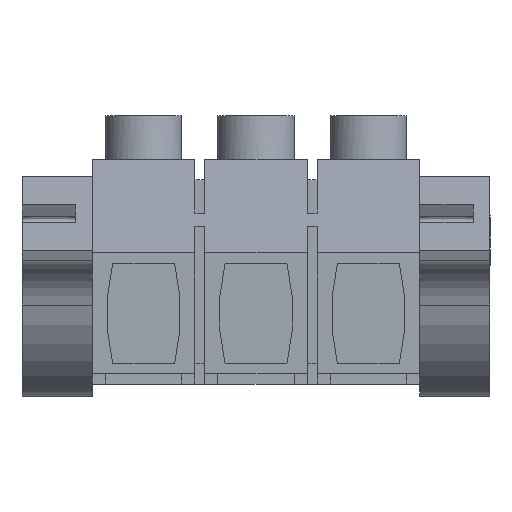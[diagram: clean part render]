
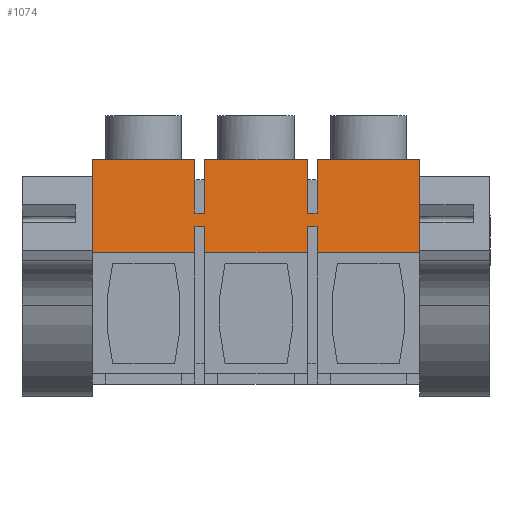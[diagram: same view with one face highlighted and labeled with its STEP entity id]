
A CAD part, top view. The second image highlights one B-rep face of the part: STEP entity #1074.
In plain terms, the highlighted planar face has unit normal (0, 0.122, 0.993).
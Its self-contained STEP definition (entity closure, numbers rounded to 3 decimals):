
#926=AXIS2_PLACEMENT_3D('Plane Axis2P3D',#923,#924,#925) ;
#84=CARTESIAN_POINT('Vertex',(4.75,9.729,20.75)) ;
#87=CARTESIAN_POINT('Line Origine',(4.75,12.904,20.36)) ;
#91=CARTESIAN_POINT('Vertex',(4.75,16.079,19.97)) ;
#907=CARTESIAN_POINT('Vertex',(11.721,9.729,20.75)) ;
#910=CARTESIAN_POINT('Line Origine',(8.236,9.729,20.75)) ;
#923=CARTESIAN_POINT('Axis2P3D Location',(-10.49,16.079,19.97)) ;
#928=CARTESIAN_POINT('Line Origine',(19.341,14.256,20.194)) ;
#932=CARTESIAN_POINT('Vertex',(19.341,12.433,20.418)) ;
#934=CARTESIAN_POINT('Vertex',(19.341,16.079,19.97)) ;
#937=CARTESIAN_POINT('Line Origine',(15.87,16.079,19.97)) ;
#941=CARTESIAN_POINT('Vertex',(12.399,16.079,19.97)) ;
#944=CARTESIAN_POINT('Line Origine',(12.399,14.256,20.194)) ;
#948=CARTESIAN_POINT('Vertex',(12.399,12.433,20.418)) ;
#951=CARTESIAN_POINT('Line Origine',(12.06,12.433,20.418)) ;
#955=CARTESIAN_POINT('Vertex',(11.721,12.433,20.418)) ;
#958=CARTESIAN_POINT('Line Origine',(11.721,14.256,20.194)) ;
#962=CARTESIAN_POINT('Vertex',(11.721,16.079,19.97)) ;
#965=CARTESIAN_POINT('Line Origine',(8.236,16.079,19.97)) ;
#970=CARTESIAN_POINT('Line Origine',(11.721,10.625,20.64)) ;
#974=CARTESIAN_POINT('Vertex',(11.721,11.521,20.53)) ;
#977=CARTESIAN_POINT('Line Origine',(12.06,11.521,20.53)) ;
#981=CARTESIAN_POINT('Vertex',(12.399,11.521,20.53)) ;
#984=CARTESIAN_POINT('Line Origine',(12.399,10.625,20.64)) ;
#988=CARTESIAN_POINT('Vertex',(12.399,9.729,20.75)) ;
#991=CARTESIAN_POINT('Line Origine',(15.87,9.729,20.75)) ;
#995=CARTESIAN_POINT('Vertex',(19.341,9.729,20.75)) ;
#998=CARTESIAN_POINT('Line Origine',(19.341,10.625,20.64)) ;
#1002=CARTESIAN_POINT('Vertex',(19.341,11.521,20.53)) ;
#1005=CARTESIAN_POINT('Line Origine',(19.68,11.521,20.53)) ;
#1009=CARTESIAN_POINT('Vertex',(20.019,11.521,20.53)) ;
#1012=CARTESIAN_POINT('Line Origine',(20.019,10.625,20.64)) ;
#1016=CARTESIAN_POINT('Vertex',(20.019,9.729,20.75)) ;
#1019=CARTESIAN_POINT('Line Origine',(23.504,9.729,20.75)) ;
#1023=CARTESIAN_POINT('Vertex',(26.99,9.729,20.75)) ;
#1026=CARTESIAN_POINT('Line Origine',(26.99,12.904,20.36)) ;
#1030=CARTESIAN_POINT('Vertex',(26.99,16.079,19.97)) ;
#1033=CARTESIAN_POINT('Line Origine',(23.504,16.079,19.97)) ;
#1037=CARTESIAN_POINT('Vertex',(20.019,16.079,19.97)) ;
#1040=CARTESIAN_POINT('Line Origine',(20.019,14.256,20.194)) ;
#1044=CARTESIAN_POINT('Vertex',(20.019,12.433,20.418)) ;
#1047=CARTESIAN_POINT('Line Origine',(19.68,12.433,20.418)) ;
#88=DIRECTION('Vector Direction',(0.,-0.993,0.122)) ;
#911=DIRECTION('Vector Direction',(1.,0.,0.)) ;
#924=DIRECTION('Axis2P3D Direction',(0.,0.122,0.993)) ;
#925=DIRECTION('Axis2P3D XDirection',(0.,-0.993,0.122)) ;
#929=DIRECTION('Vector Direction',(0.,0.993,-0.122)) ;
#938=DIRECTION('Vector Direction',(1.,0.,0.)) ;
#945=DIRECTION('Vector Direction',(0.,0.993,-0.122)) ;
#952=DIRECTION('Vector Direction',(1.,0.,0.)) ;
#959=DIRECTION('Vector Direction',(0.,0.993,-0.122)) ;
#966=DIRECTION('Vector Direction',(1.,0.,0.)) ;
#971=DIRECTION('Vector Direction',(0.,-0.993,0.122)) ;
#978=DIRECTION('Vector Direction',(-1.,0.,0.)) ;
#985=DIRECTION('Vector Direction',(0.,-0.993,0.122)) ;
#992=DIRECTION('Vector Direction',(1.,0.,0.)) ;
#999=DIRECTION('Vector Direction',(0.,-0.993,0.122)) ;
#1006=DIRECTION('Vector Direction',(-1.,0.,0.)) ;
#1013=DIRECTION('Vector Direction',(0.,-0.993,0.122)) ;
#1020=DIRECTION('Vector Direction',(1.,0.,0.)) ;
#1027=DIRECTION('Vector Direction',(0.,-0.993,0.122)) ;
#1034=DIRECTION('Vector Direction',(1.,0.,0.)) ;
#1041=DIRECTION('Vector Direction',(0.,0.993,-0.122)) ;
#1048=DIRECTION('Vector Direction',(1.,0.,0.)) ;
#89=VECTOR('Line Direction',#88,1.) ;
#912=VECTOR('Line Direction',#911,1.) ;
#930=VECTOR('Line Direction',#929,1.) ;
#939=VECTOR('Line Direction',#938,1.) ;
#946=VECTOR('Line Direction',#945,1.) ;
#953=VECTOR('Line Direction',#952,1.) ;
#960=VECTOR('Line Direction',#959,1.) ;
#967=VECTOR('Line Direction',#966,1.) ;
#972=VECTOR('Line Direction',#971,1.) ;
#979=VECTOR('Line Direction',#978,1.) ;
#986=VECTOR('Line Direction',#985,1.) ;
#993=VECTOR('Line Direction',#992,1.) ;
#1000=VECTOR('Line Direction',#999,1.) ;
#1007=VECTOR('Line Direction',#1006,1.) ;
#1014=VECTOR('Line Direction',#1013,1.) ;
#1021=VECTOR('Line Direction',#1020,1.) ;
#1028=VECTOR('Line Direction',#1027,1.) ;
#1035=VECTOR('Line Direction',#1034,1.) ;
#1042=VECTOR('Line Direction',#1041,1.) ;
#1049=VECTOR('Line Direction',#1048,1.) ;
#1053=ORIENTED_EDGE('',*,*,#936,.T.) ;
#1054=ORIENTED_EDGE('',*,*,#943,.F.) ;
#1055=ORIENTED_EDGE('',*,*,#950,.F.) ;
#1056=ORIENTED_EDGE('',*,*,#957,.F.) ;
#1057=ORIENTED_EDGE('',*,*,#964,.T.) ;
#1058=ORIENTED_EDGE('',*,*,#969,.F.) ;
#1059=ORIENTED_EDGE('',*,*,#93,.F.) ;
#1060=ORIENTED_EDGE('',*,*,#914,.T.) ;
#1061=ORIENTED_EDGE('',*,*,#976,.F.) ;
#1062=ORIENTED_EDGE('',*,*,#983,.F.) ;
#1063=ORIENTED_EDGE('',*,*,#990,.T.) ;
#1064=ORIENTED_EDGE('',*,*,#997,.T.) ;
#1065=ORIENTED_EDGE('',*,*,#1004,.F.) ;
#1066=ORIENTED_EDGE('',*,*,#1011,.F.) ;
#1067=ORIENTED_EDGE('',*,*,#1018,.T.) ;
#1068=ORIENTED_EDGE('',*,*,#1025,.T.) ;
#1069=ORIENTED_EDGE('',*,*,#1032,.F.) ;
#1070=ORIENTED_EDGE('',*,*,#1039,.F.) ;
#1071=ORIENTED_EDGE('',*,*,#1046,.F.) ;
#1072=ORIENTED_EDGE('',*,*,#1051,.F.) ;
#1074=ADVANCED_FACE('HOUSING',(#1073),#927,.T.) ;
#93=EDGE_CURVE('',#85,#92,#90,.F.) ;
#914=EDGE_CURVE('',#85,#908,#913,.T.) ;
#936=EDGE_CURVE('',#933,#935,#931,.T.) ;
#943=EDGE_CURVE('',#942,#935,#940,.T.) ;
#950=EDGE_CURVE('',#949,#942,#947,.T.) ;
#957=EDGE_CURVE('',#956,#949,#954,.T.) ;
#964=EDGE_CURVE('',#956,#963,#961,.T.) ;
#969=EDGE_CURVE('',#92,#963,#968,.T.) ;
#976=EDGE_CURVE('',#975,#908,#973,.T.) ;
#983=EDGE_CURVE('',#982,#975,#980,.T.) ;
#990=EDGE_CURVE('',#982,#989,#987,.T.) ;
#997=EDGE_CURVE('',#989,#996,#994,.T.) ;
#1004=EDGE_CURVE('',#1003,#996,#1001,.T.) ;
#1011=EDGE_CURVE('',#1010,#1003,#1008,.T.) ;
#1018=EDGE_CURVE('',#1010,#1017,#1015,.T.) ;
#1025=EDGE_CURVE('',#1017,#1024,#1022,.T.) ;
#1032=EDGE_CURVE('',#1031,#1024,#1029,.T.) ;
#1039=EDGE_CURVE('',#1038,#1031,#1036,.T.) ;
#1046=EDGE_CURVE('',#1045,#1038,#1043,.T.) ;
#1051=EDGE_CURVE('',#933,#1045,#1050,.T.) ;
#1052=EDGE_LOOP('',(#1053,#1054,#1055,#1056,#1057,#1058,#1059,#1060,#1061,#1062,#1063,#1064,#1065,#1066,#1067,#1068,#1069,#1070,#1071,#1072)) ;
#1073=FACE_OUTER_BOUND('',#1052,.T.) ;
#90=LINE('Line',#87,#89) ;
#913=LINE('Line',#910,#912) ;
#931=LINE('Line',#928,#930) ;
#940=LINE('Line',#937,#939) ;
#947=LINE('Line',#944,#946) ;
#954=LINE('Line',#951,#953) ;
#961=LINE('Line',#958,#960) ;
#968=LINE('Line',#965,#967) ;
#973=LINE('Line',#970,#972) ;
#980=LINE('Line',#977,#979) ;
#987=LINE('Line',#984,#986) ;
#994=LINE('Line',#991,#993) ;
#1001=LINE('Line',#998,#1000) ;
#1008=LINE('Line',#1005,#1007) ;
#1015=LINE('Line',#1012,#1014) ;
#1022=LINE('Line',#1019,#1021) ;
#1029=LINE('Line',#1026,#1028) ;
#1036=LINE('Line',#1033,#1035) ;
#1043=LINE('Line',#1040,#1042) ;
#1050=LINE('Line',#1047,#1049) ;
#927=PLANE('',#926) ;
#85=VERTEX_POINT('',#84) ;
#92=VERTEX_POINT('',#91) ;
#908=VERTEX_POINT('',#907) ;
#933=VERTEX_POINT('',#932) ;
#935=VERTEX_POINT('',#934) ;
#942=VERTEX_POINT('',#941) ;
#949=VERTEX_POINT('',#948) ;
#956=VERTEX_POINT('',#955) ;
#963=VERTEX_POINT('',#962) ;
#975=VERTEX_POINT('',#974) ;
#982=VERTEX_POINT('',#981) ;
#989=VERTEX_POINT('',#988) ;
#996=VERTEX_POINT('',#995) ;
#1003=VERTEX_POINT('',#1002) ;
#1010=VERTEX_POINT('',#1009) ;
#1017=VERTEX_POINT('',#1016) ;
#1024=VERTEX_POINT('',#1023) ;
#1031=VERTEX_POINT('',#1030) ;
#1038=VERTEX_POINT('',#1037) ;
#1045=VERTEX_POINT('',#1044) ;
